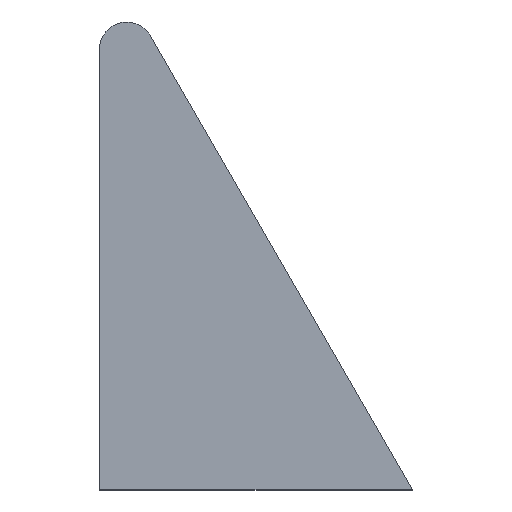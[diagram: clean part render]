
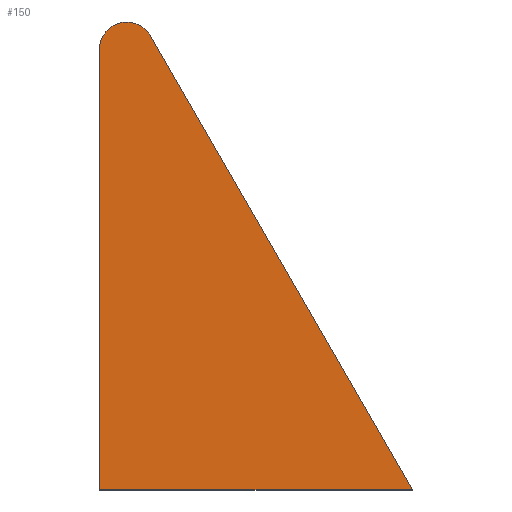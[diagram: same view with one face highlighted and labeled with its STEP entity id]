
A CAD part, top view. The second image highlights one B-rep face of the part: STEP entity #150.
In plain terms, the highlighted planar face has unit normal (0, 0, 1).
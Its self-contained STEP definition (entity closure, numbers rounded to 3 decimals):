
#34=CARTESIAN_POINT('',(5.,81.34,20.));
#35=DIRECTION('',(0.,0.,1.));
#36=DIRECTION('',(0.866,0.5,0.));
#37=AXIS2_PLACEMENT_3D('',#34,#35,#36);
#39=DIRECTION('',(-0.5,0.866,0.));
#40=VECTOR('',#39,96.81);
#41=CARTESIAN_POINT('',(57.735,0.,20.));
#42=LINE('',#41,#40);
#43=DIRECTION('',(1.,0.,0.));
#44=VECTOR('',#43,57.735);
#45=CARTESIAN_POINT('',(0.,0.,20.));
#46=LINE('',#45,#44);
#47=DIRECTION('',(0.,-1.,0.));
#48=VECTOR('',#47,81.34);
#49=CARTESIAN_POINT('',(0.,81.34,20.));
#50=LINE('',#49,#48);
#55=CARTESIAN_POINT('',(0.,0.,20.));
#56=CARTESIAN_POINT('',(57.735,0.,20.));
#57=VERTEX_POINT('',#55);
#58=VERTEX_POINT('',#56);
#63=CARTESIAN_POINT('',(9.33,83.84,20.));
#64=VERTEX_POINT('',#63);
#65=CARTESIAN_POINT('',(0.,81.34,20.));
#66=VERTEX_POINT('',#65);
#139=CARTESIAN_POINT('',(0.,0.,20.));
#140=DIRECTION('',(0.,0.,1.));
#141=DIRECTION('',(1.,0.,0.));
#142=AXIS2_PLACEMENT_3D('',#139,#140,#141);
#143=PLANE('',#142);
#144=ORIENTED_EDGE('',*,*,#91,.F.);
#145=ORIENTED_EDGE('',*,*,#107,.F.);
#146=ORIENTED_EDGE('',*,*,#120,.F.);
#147=ORIENTED_EDGE('',*,*,#132,.F.);
#148=EDGE_LOOP('',(#144,#145,#146,#147));
#149=FACE_OUTER_BOUND('',#148,.F.);
#150=ADVANCED_FACE('',(#149),#143,.T.);
#38=CIRCLE('',#37,5.);
#91=EDGE_CURVE('',#64,#66,#38,.T.);
#107=EDGE_CURVE('',#58,#64,#42,.T.);
#120=EDGE_CURVE('',#57,#58,#46,.T.);
#132=EDGE_CURVE('',#66,#57,#50,.T.);
